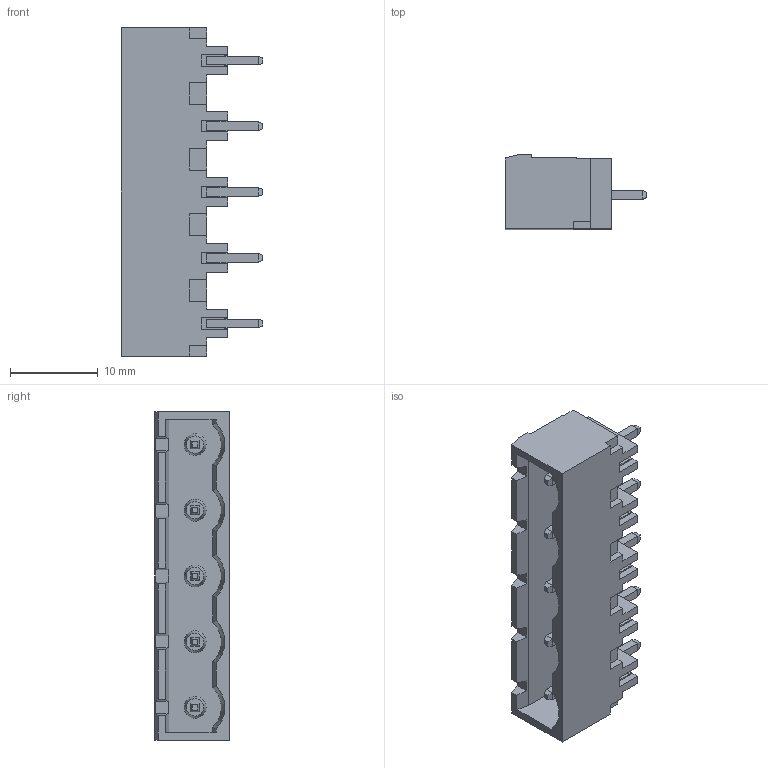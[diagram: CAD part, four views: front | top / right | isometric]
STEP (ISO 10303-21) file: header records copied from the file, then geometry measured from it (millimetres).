
FILE_DESCRIPTION(('STEP AP214'),'1');
FILE_NAME('PV05-7,5-V-P.stp','2021-04-20T15:55:39',(' '),(' '),'Spatial InterOp 3D',' ',' ');
FILE_SCHEMA(('automotive_design'));
Length unit declared in the file: metre
Products named in the file (1): 1
Bounding box: 16.2 x 8.5 x 37.5 mm (x, y, z)
Volume: 1627.3 mm3; surface area: 2951.1 mm2
Topology: 1 solids, 1 shells, 333 faces, 874 edges, 561 vertices
Faces by surface type: plane 313, cone 10, cylinder 9, extrusion 1
Entity records: 12633 total; most frequent: CARTESIAN_POINT 1802, ORIENTED_EDGE 1728, DIRECTION 1552, EDGE_CURVE 864, VECTOR 820, LINE 819, VERTEX_POINT 556, AXIS2_PLACEMENT_3D 366
